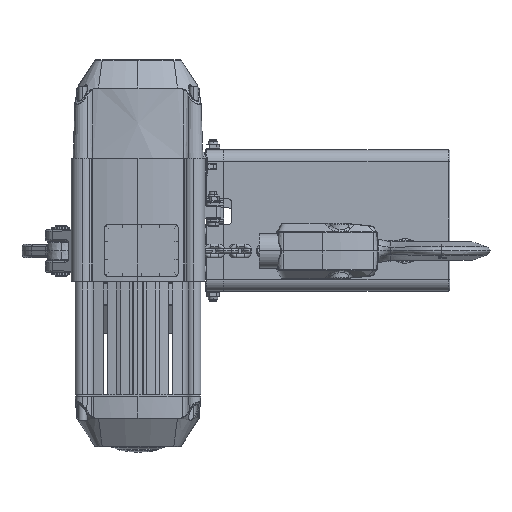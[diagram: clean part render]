
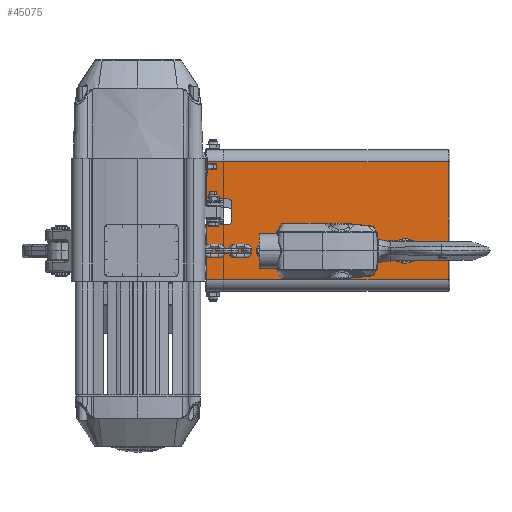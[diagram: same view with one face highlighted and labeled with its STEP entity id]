
A CAD part, left-side view. The second image highlights one B-rep face of the part: STEP entity #45075.
In plain terms, the highlighted planar face has unit normal (-1, 0, 0).
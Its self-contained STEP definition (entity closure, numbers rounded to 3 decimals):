
#14545 = EDGE_LOOP ( 'NONE', ( #61478, #61482, #61480, #61484, #61486, #61489, #61493, #61491, #61495, #61497 ) ) ;
#23252 = FACE_OUTER_BOUND ( 'NONE', #14545, .T. ) ;
#26086 = PLANE ( 'NONE',  #122688 ) ;
#26087 = CARTESIAN_POINT ( 'NONE',  ( 106.5, -357.5, -32.59 ) ) ;
#26088 = DIRECTION ( 'NONE',  ( 1., 0., 0. ) ) ;
#26089 = DIRECTION ( 'NONE',  ( 0., 0., 1. ) ) ;
#41862 = LINE ( 'NONE', #53987, #51419 ) ;
#41863 = LINE ( 'NONE', #54017, #51441 ) ;
#41866 = LINE ( 'NONE', #54057, #51473 ) ;
#41867 = LINE ( 'NONE', #54061, #51478 ) ;
#41874 = LINE ( 'NONE', #54112, #51522 ) ;
#41875 = LINE ( 'NONE', #54117, #51526 ) ;
#41876 = LINE ( 'NONE', #54128, #51535 ) ;
#41877 = LINE ( 'NONE', #54139, #51543 ) ;
#45075 = ADVANCED_FACE ( 'NONE', ( #23252 ), #26086, .F. ) ;
#51419 = VECTOR ( 'NONE', #53989, 1000. ) ;
#51441 = VECTOR ( 'NONE', #54019, 1000. ) ;
#51473 = VECTOR ( 'NONE', #54058, 1000. ) ;
#51478 = VECTOR ( 'NONE', #54063, 1000. ) ;
#51486 = CIRCLE ( 'NONE', #51528, 5. ) ;
#51495 = CIRCLE ( 'NONE', #51537, 5. ) ;
#51522 = VECTOR ( 'NONE', #54114, 1000. ) ;
#51526 = VECTOR ( 'NONE', #54119, 1000. ) ;
#51528 = AXIS2_PLACEMENT_3D ( 'NONE', #54122, #54123, #54125 ) ;
#51535 = VECTOR ( 'NONE', #54130, 1000. ) ;
#51537 = AXIS2_PLACEMENT_3D ( 'NONE', #54133, #54134, #54136 ) ;
#51543 = VECTOR ( 'NONE', #54141, 1000. ) ;
#51935 = EDGE_CURVE ( 'NONE', #69698, #69705, #41862, .T. ) ;
#51948 = EDGE_CURVE ( 'NONE', #69698, #69711, #41863, .T. ) ;
#51967 = EDGE_CURVE ( 'NONE', #69721, #69711, #41866, .T. ) ;
#51970 = EDGE_CURVE ( 'NONE', #69721, #70985, #41867, .T. ) ;
#51997 = EDGE_CURVE ( 'NONE', #71004, #71002, #41874, .T. ) ;
#51999 = EDGE_CURVE ( 'NONE', #71000, #71002, #41875, .T. ) ;
#52001 = EDGE_CURVE ( 'NONE', #71006, #71004, #51486, .T. ) ;
#52003 = EDGE_CURVE ( 'NONE', #71008, #71006, #41876, .T. ) ;
#52007 = EDGE_CURVE ( 'NONE', #70985, #71008, #51495, .T. ) ;
#52010 = EDGE_CURVE ( 'NONE', #69705, #71000, #41877, .T. ) ;
#53987 = CARTESIAN_POINT ( 'NONE',  ( 106.5, -355.5, 102.41 ) ) ;
#53989 = DIRECTION ( 'NONE',  ( 0., 0., 1. ) ) ;
#54017 = CARTESIAN_POINT ( 'NONE',  ( 106.5, -357.5, -32.59 ) ) ;
#54019 = DIRECTION ( 'NONE',  ( 0., 1., 0. ) ) ;
#54057 = CARTESIAN_POINT ( 'NONE',  ( 106.5, -78.5, -32.59 ) ) ;
#54058 = DIRECTION ( 'NONE',  ( 0., 0., -1. ) ) ;
#54061 = CARTESIAN_POINT ( 'NONE',  ( 106.5, -70.494, 29.91 ) ) ;
#54063 = DIRECTION ( 'NONE',  ( 0., -1., 0. ) ) ;
#54112 = CARTESIAN_POINT ( 'NONE',  ( 106.5, -70.494, 59.91 ) ) ;
#54114 = DIRECTION ( 'NONE',  ( 0., 1., 0. ) ) ;
#54117 = CARTESIAN_POINT ( 'NONE',  ( 106.5, -78.5, -32.59 ) ) ;
#54119 = DIRECTION ( 'NONE',  ( 0., 0., -1. ) ) ;
#54122 = CARTESIAN_POINT ( 'NONE',  ( 106.5, -102.5, 54.91 ) ) ;
#54123 = DIRECTION ( 'NONE',  ( -1., 0., 0. ) ) ;
#54125 = DIRECTION ( 'NONE',  ( 0., 0., 1. ) ) ;
#54128 = CARTESIAN_POINT ( 'NONE',  ( 106.5, -107.5, 54.91 ) ) ;
#54130 = DIRECTION ( 'NONE',  ( 0., 0., 1. ) ) ;
#54133 = CARTESIAN_POINT ( 'NONE',  ( 106.5, -102.5, 34.91 ) ) ;
#54134 = DIRECTION ( 'NONE',  ( -1., 0., 0. ) ) ;
#54136 = DIRECTION ( 'NONE',  ( 0., 0., 1. ) ) ;
#54139 = CARTESIAN_POINT ( 'NONE',  ( 106.5, -357.5, 102.41 ) ) ;
#54141 = DIRECTION ( 'NONE',  ( 0., 1., 0. ) ) ;
#61478 = ORIENTED_EDGE ( 'NONE', *, *, #51999, .T. ) ;
#61480 = ORIENTED_EDGE ( 'NONE', *, *, #52001, .F. ) ;
#61482 = ORIENTED_EDGE ( 'NONE', *, *, #51997, .F. ) ;
#61484 = ORIENTED_EDGE ( 'NONE', *, *, #52003, .F. ) ;
#61486 = ORIENTED_EDGE ( 'NONE', *, *, #52007, .F. ) ;
#61489 = ORIENTED_EDGE ( 'NONE', *, *, #51970, .F. ) ;
#61491 = ORIENTED_EDGE ( 'NONE', *, *, #51948, .F. ) ;
#61493 = ORIENTED_EDGE ( 'NONE', *, *, #51967, .T. ) ;
#61495 = ORIENTED_EDGE ( 'NONE', *, *, #51935, .T. ) ;
#61497 = ORIENTED_EDGE ( 'NONE', *, *, #52010, .T. ) ;
#66844 = CARTESIAN_POINT ( 'NONE',  ( 106.5, -355.5, -32.59 ) ) ;
#66850 = CARTESIAN_POINT ( 'NONE',  ( 106.5, -355.5, 102.41 ) ) ;
#66855 = CARTESIAN_POINT ( 'NONE',  ( 106.5, -78.5, -32.59 ) ) ;
#66864 = CARTESIAN_POINT ( 'NONE',  ( 106.5, -78.5, 29.91 ) ) ;
#66866 = CARTESIAN_POINT ( 'NONE',  ( 106.5, -102.5, 29.91 ) ) ;
#66881 = CARTESIAN_POINT ( 'NONE',  ( 106.5, -78.5, 102.41 ) ) ;
#66883 = CARTESIAN_POINT ( 'NONE',  ( 106.5, -78.5, 59.91 ) ) ;
#66885 = CARTESIAN_POINT ( 'NONE',  ( 106.5, -102.5, 59.91 ) ) ;
#66887 = CARTESIAN_POINT ( 'NONE',  ( 106.5, -107.5, 54.91 ) ) ;
#66889 = CARTESIAN_POINT ( 'NONE',  ( 106.5, -107.5, 34.91 ) ) ;
#69698 = VERTEX_POINT ( 'NONE', #66844 ) ;
#69705 = VERTEX_POINT ( 'NONE', #66850 ) ;
#69711 = VERTEX_POINT ( 'NONE', #66855 ) ;
#69721 = VERTEX_POINT ( 'NONE', #66864 ) ;
#70985 = VERTEX_POINT ( 'NONE', #66866 ) ;
#71000 = VERTEX_POINT ( 'NONE', #66881 ) ;
#71002 = VERTEX_POINT ( 'NONE', #66883 ) ;
#71004 = VERTEX_POINT ( 'NONE', #66885 ) ;
#71006 = VERTEX_POINT ( 'NONE', #66887 ) ;
#71008 = VERTEX_POINT ( 'NONE', #66889 ) ;
#122688 = AXIS2_PLACEMENT_3D ( 'NONE', #26087, #26088, #26089 ) ;
